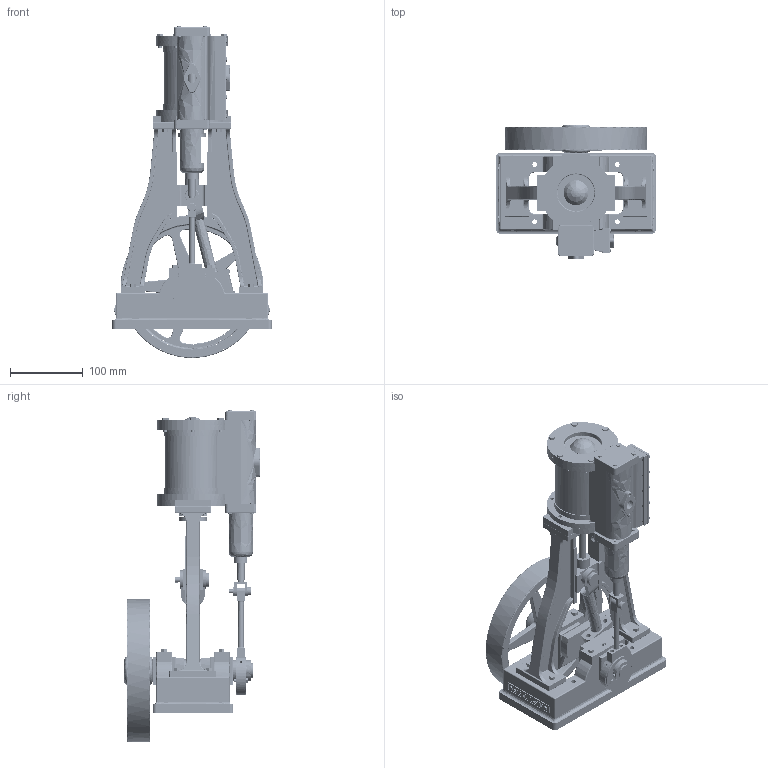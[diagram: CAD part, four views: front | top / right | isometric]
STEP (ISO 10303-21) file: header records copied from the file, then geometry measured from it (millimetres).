
FILE_DESCRIPTION(('FreeCAD Model'),'2;1');
FILE_NAME('Open CASCADE Shape Model','2025-05-04T13:03:06',('FreeCAD'),( 'FreeCAD'),'Open CASCADE STEP processor 7.6','FreeCAD','Unknown');
FILE_SCHEMA(('AUTOMOTIVE_DESIGN { 1 0 10303 214 1 1 1 1 }'));
Products named in the file (1): Open CASCADE STEP translator 7.6 1
Bounding box: 220.19 x 186.51 x 457.86 mm (x, y, z)
Surface area: 721979.6 mm2 (no closed solid volume)
Topology: 0 solids, 2515 shells, 2515 faces, 18494 edges, 17932 vertices
Faces by surface type: bspline 2515
Entity records: 182875 total; most frequent: CARTESIAN_POINT 98023, ORIENTED_EDGE 18394, EDGE_CURVE 18394, VERTEX_POINT 17932, B_SPLINE_CURVE_WITH_KNOTS 15147, FACE_BOUND 3069, EDGE_LOOP 3069, SHELL_BASED_SURFACE_MODEL 2515
